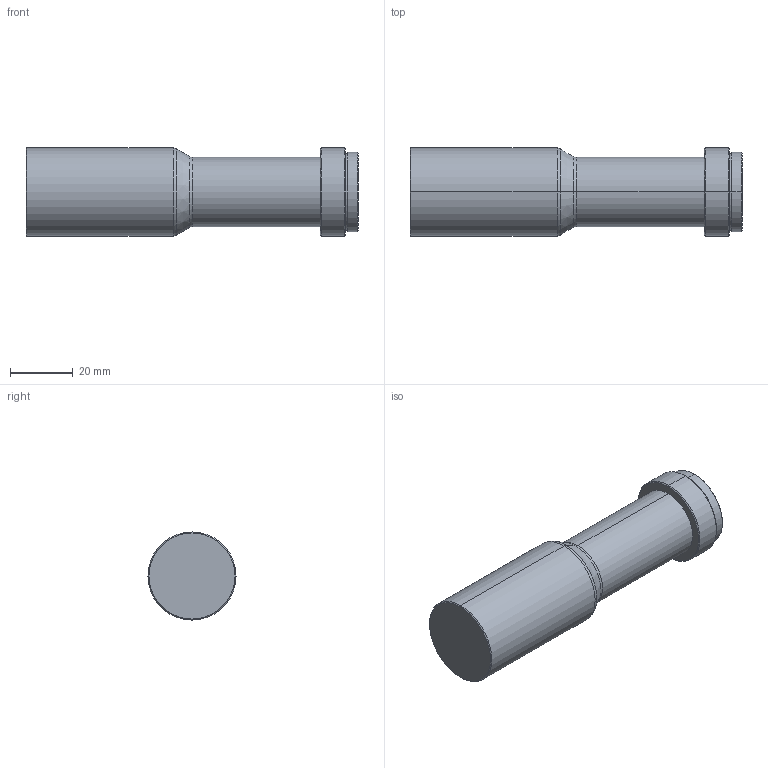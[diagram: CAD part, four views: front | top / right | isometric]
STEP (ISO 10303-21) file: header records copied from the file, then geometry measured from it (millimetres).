
FILE_DESCRIPTION (( 'STEP AP203' ), '1' );
FILE_NAME ('WH0125-580A-117.STEP', '2020-11-27T06:56:22', ( 'Windows User' ), ( 'P R C' ), 'SwSTEP 2.0', 'SolidWorks 2017', '' );
FILE_SCHEMA (( 'CONFIG_CONTROL_DESIGN' ));
Length unit declared in the file: millimetre
Products named in the file (1): WH0125-580A-117
Bounding box: 105.6 x 28 x 28 mm (x, y, z)
Volume: 54219.1 mm3; surface area: 9973.9 mm2
Topology: 1 solids, 1 shells, 29 faces, 56 edges, 32 vertices
Faces by surface type: cone 10, cylinder 10, plane 5, torus 4
Entity records: 815 total; most frequent: DIRECTION 152, CARTESIAN_POINT 118, ORIENTED_EDGE 112, AXIS2_PLACEMENT_3D 66, EDGE_CURVE 56, CIRCLE 36, EDGE_LOOP 32, VERTEX_POINT 32
